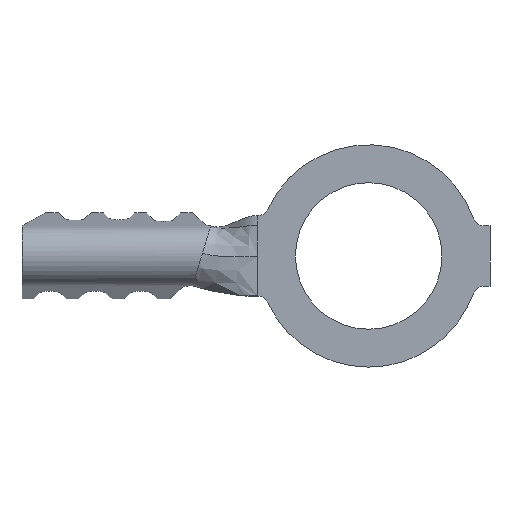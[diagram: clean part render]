
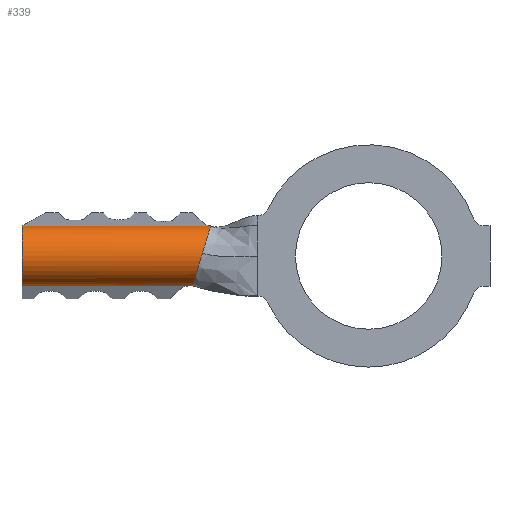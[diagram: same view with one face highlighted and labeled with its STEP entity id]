
A CAD part, front view. The second image highlights one B-rep face of the part: STEP entity #339.
In plain terms, the highlighted cylindrical face has radius 0.762 mm (diameter 1.524 mm), a partial arc.
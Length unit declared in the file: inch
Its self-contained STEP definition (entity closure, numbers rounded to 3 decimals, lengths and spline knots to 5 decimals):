
#113 = ORIENTED_EDGE ( 'NONE', *, *, #447, .F. ) ;
#165 = CARTESIAN_POINT ( 'NONE',  ( -0.343, 0.02412, 0.02942 ) ) ;
#289 = CARTESIAN_POINT ( 'NONE',  ( -0.16532, 0., 0. ) ) ;
#339 = ADVANCED_FACE ( 'NONE', ( #343 ), #2571, .T. ) ;
#343 = FACE_OUTER_BOUND ( 'NONE', #2646, .T. ) ;
#369 = ORIENTED_EDGE ( 'NONE', *, *, #550, .F. ) ;
#392 = CARTESIAN_POINT ( 'NONE',  ( -0.16475, 0.00004, 0.00187 ) ) ;
#405 = VERTEX_POINT ( 'NONE', #1587 ) ;
#447 = EDGE_CURVE ( 'NONE', #881, #1486, #1883, .T. ) ;
#499 = DIRECTION ( 'NONE',  ( 1., 0., 0. ) ) ;
#526 = CARTESIAN_POINT ( 'NONE',  ( -0.17342, 0.00957, -0.02651 ) ) ;
#541 = EDGE_CURVE ( 'NONE', #1486, #950, #2353, .T. ) ;
#550 = EDGE_CURVE ( 'NONE', #950, #981, #1993, .T. ) ;
#553 = CARTESIAN_POINT ( 'NONE',  ( -0.15632, 0.02412, 0.02942 ) ) ;
#629 = LINE ( 'NONE', #1281, #1425 ) ;
#640 = CARTESIAN_POINT ( 'NONE',  ( -0.15715, 0.01062, 0.02672 ) ) ;
#643 = CARTESIAN_POINT ( 'NONE',  ( -0.17432, 0.02431, -0.02946 ) ) ;
#881 = VERTEX_POINT ( 'NONE', #553 ) ;
#890 = CARTESIAN_POINT ( 'NONE',  ( -0.16027, 0.00141, 0.0165 ) ) ;
#950 = VERTEX_POINT ( 'NONE', #2246 ) ;
#981 = VERTEX_POINT ( 'NONE', #643 ) ;
#1217 = VECTOR ( 'NONE', #2486, 39.37008 ) ;
#1267 = ORIENTED_EDGE ( 'NONE', *, *, #1343, .T. ) ;
#1281 = CARTESIAN_POINT ( 'NONE',  ( -0.343, 0.02412, -0.02942 ) ) ;
#1319 = DIRECTION ( 'NONE',  ( 1., 0., 0. ) ) ;
#1343 = EDGE_CURVE ( 'NONE', #405, #981, #629, .T. ) ;
#1358 = AXIS2_PLACEMENT_3D ( 'NONE', #1926, #499, #2152 ) ;
#1394 = AXIS2_PLACEMENT_3D ( 'NONE', #2654, #1319, #1783 ) ;
#1425 = VECTOR ( 'NONE', #2616, 39.37008 ) ;
#1441 = EDGE_CURVE ( 'NONE', #2966, #881, #1835, .T. ) ;
#1486 = VERTEX_POINT ( 'NONE', #1642 ) ;
#1587 = CARTESIAN_POINT ( 'NONE',  ( -0.343, 0.02412, -0.02942 ) ) ;
#1602 = EDGE_CURVE ( 'NONE', #2966, #405, #2582, .T. ) ;
#1641 = CARTESIAN_POINT ( 'NONE',  ( -0.343, 0.02412, 0.02942 ) ) ;
#1642 = CARTESIAN_POINT ( 'NONE',  ( -0.16446, 0.00013, 0.0028 ) ) ;
#1690 = ORIENTED_EDGE ( 'NONE', *, *, #541, .F. ) ;
#1723 = CARTESIAN_POINT ( 'NONE',  ( -0.16991, 0., -0.01504 ) ) ;
#1783 = DIRECTION ( 'NONE',  ( 0., 0., -1. ) ) ;
#1835 = LINE ( 'NONE', #165, #1217 ) ;
#1883 =( BOUNDED_CURVE ( )  B_SPLINE_CURVE ( 3, ( #2068, #640, #890, #2487 ),
 .UNSPECIFIED., .F., .F. ) 
 B_SPLINE_CURVE_WITH_KNOTS ( ( 4, 4 ),
 ( 0., 1. ),
 .UNSPECIFIED. ) 
 CURVE ( )  GEOMETRIC_REPRESENTATION_ITEM ( )  RATIONAL_B_SPLINE_CURVE ( ( 1., 0.868, 0.868, 1. ) ) 
 REPRESENTATION_ITEM ( '' )  );
#1926 = CARTESIAN_POINT ( 'NONE',  ( -0.343, 0.03, 0. ) ) ;
#1993 =( BOUNDED_CURVE ( )  B_SPLINE_CURVE ( 3, ( #289, #1723, #526, #2170 ),
 .UNSPECIFIED., .F., .F. ) 
 B_SPLINE_CURVE_WITH_KNOTS ( ( 4, 4 ),
 ( 0., 1. ),
 .UNSPECIFIED. ) 
 CURVE ( )  GEOMETRIC_REPRESENTATION_ITEM ( )  RATIONAL_B_SPLINE_CURVE ( ( 0.967, 0.829, 0.84, 1. ) ) 
 REPRESENTATION_ITEM ( '' )  );
#2028 = CARTESIAN_POINT ( 'NONE',  ( -0.16532, 0., 0. ) ) ;
#2061 = CARTESIAN_POINT ( 'NONE',  ( -0.16446, 0.00013, 0.0028 ) ) ;
#2068 = CARTESIAN_POINT ( 'NONE',  ( -0.15632, 0.02412, 0.02942 ) ) ;
#2152 = DIRECTION ( 'NONE',  ( 0., 0., -1. ) ) ;
#2170 = CARTESIAN_POINT ( 'NONE',  ( -0.17432, 0.02431, -0.02946 ) ) ;
#2246 = CARTESIAN_POINT ( 'NONE',  ( -0.16532, 0., 0. ) ) ;
#2335 = ORIENTED_EDGE ( 'NONE', *, *, #1602, .T. ) ;
#2353 =( BOUNDED_CURVE ( )  B_SPLINE_CURVE ( 3, ( #2061, #392, #2924, #2028 ),
 .UNSPECIFIED., .F., .F. ) 
 B_SPLINE_CURVE_WITH_KNOTS ( ( 4, 4 ),
 ( 0., 1. ),
 .UNSPECIFIED. ) 
 CURVE ( )  GEOMETRIC_REPRESENTATION_ITEM ( )  RATIONAL_B_SPLINE_CURVE ( ( 1., 0.988, 0.977, 0.967 ) ) 
 REPRESENTATION_ITEM ( '' )  );
#2486 = DIRECTION ( 'NONE',  ( 1., 0., 0. ) ) ;
#2487 = CARTESIAN_POINT ( 'NONE',  ( -0.16446, 0.00013, 0.0028 ) ) ;
#2571 = CYLINDRICAL_SURFACE ( 'NONE', #1394, 0.03 ) ;
#2582 = CIRCLE ( 'NONE', #1358, 0.03 ) ;
#2616 = DIRECTION ( 'NONE',  ( 1., 0., 0. ) ) ;
#2646 = EDGE_LOOP ( 'NONE', ( #1267, #369, #1690, #113, #2757, #2335 ) ) ;
#2654 = CARTESIAN_POINT ( 'NONE',  ( -0.343, 0.03, 0. ) ) ;
#2757 = ORIENTED_EDGE ( 'NONE', *, *, #1441, .F. ) ;
#2924 = CARTESIAN_POINT ( 'NONE',  ( -0.16503, 0., 0.00094 ) ) ;
#2966 = VERTEX_POINT ( 'NONE', #1641 ) ;
